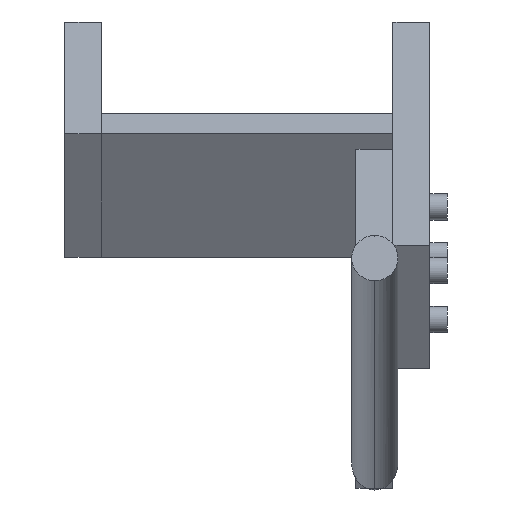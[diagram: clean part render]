
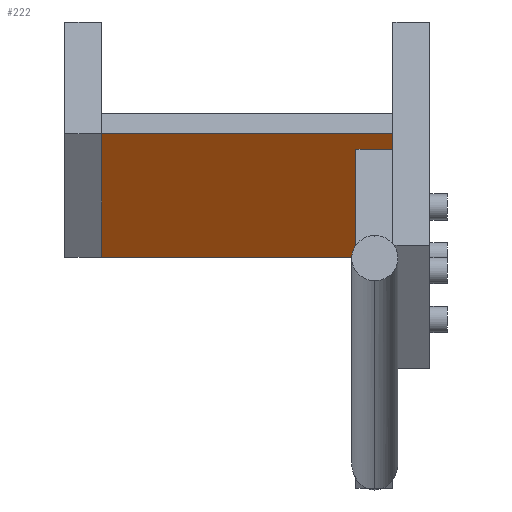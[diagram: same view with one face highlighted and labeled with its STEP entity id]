
A CAD part, left-side view. The second image highlights one B-rep face of the part: STEP entity #222.
In plain terms, the highlighted face is planar.
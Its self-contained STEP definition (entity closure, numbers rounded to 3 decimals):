
#40 = EDGE_CURVE ( 'NONE', #3019, #3006, #821, .T. ) ;
#52 = EDGE_CURVE ( 'NONE', #3022, #3019, #851, .T. ) ;
#53 = EDGE_CURVE ( 'NONE', #3006, #3023, #854, .T. ) ;
#56 = EDGE_CURVE ( 'NONE', #3023, #3022, #857, .T. ) ;
#222 = ADVANCED_FACE ( 'NONE', ( #1072 ), #2063, .F. ) ;
#295 = ORIENTED_EDGE ( 'NONE', *, *, #56, .T. ) ;
#296 = ORIENTED_EDGE ( 'NONE', *, *, #52, .T. ) ;
#299 = ORIENTED_EDGE ( 'NONE', *, *, #53, .T. ) ;
#310 = ORIENTED_EDGE ( 'NONE', *, *, #40, .T. ) ;
#347 = EDGE_LOOP ( 'NONE', ( #310, #299, #295, #296 ) ) ;
#592 = CARTESIAN_POINT ( 'NONE',  ( 0., 25.4, 0. ) ) ;
#595 = DIRECTION ( 'NONE',  ( 0., 0., 1. ) ) ;
#622 = CARTESIAN_POINT ( 'NONE',  ( 200., 25.4, 0. ) ) ;
#627 = CARTESIAN_POINT ( 'NONE',  ( 0., 25.4, -101.6 ) ) ;
#628 = DIRECTION ( 'NONE',  ( -1., 0., 0. ) ) ;
#629 = CARTESIAN_POINT ( 'NONE',  ( 0., 25.4, 0. ) ) ;
#630 = DIRECTION ( 'NONE',  ( 1., 0., 0. ) ) ;
#821 = LINE ( 'NONE', #592, #835 ) ;
#835 = VECTOR ( 'NONE', #595, 1000. ) ;
#851 = LINE ( 'NONE', #627, #853 ) ;
#853 = VECTOR ( 'NONE', #628, 1000. ) ;
#854 = LINE ( 'NONE', #629, #855 ) ;
#855 = VECTOR ( 'NONE', #630, 1000. ) ;
#857 = LINE ( 'NONE', #622, #859 ) ;
#859 = VECTOR ( 'NONE', #1714, 1000. ) ;
#1072 = FACE_OUTER_BOUND ( 'NONE', #347, .T. ) ;
#1714 = DIRECTION ( 'NONE',  ( 0., 0., -1. ) ) ;
#2063 = PLANE ( 'NONE',  #2213 ) ;
#2064 = CARTESIAN_POINT ( 'NONE',  ( 0., 25.4, -101.6 ) ) ;
#2073 = DIRECTION ( 'NONE',  ( 0., -1., 0. ) ) ;
#2074 = DIRECTION ( 'NONE',  ( 0., 0., -1. ) ) ;
#2213 = AXIS2_PLACEMENT_3D ( 'NONE', #2064, #2073, #2074 ) ;
#2606 = CARTESIAN_POINT ( 'NONE',  ( 0., 25.4, 0. ) ) ;
#2616 = CARTESIAN_POINT ( 'NONE',  ( 0., 25.4, -101.6 ) ) ;
#2619 = CARTESIAN_POINT ( 'NONE',  ( 200., 25.4, -101.6 ) ) ;
#2620 = CARTESIAN_POINT ( 'NONE',  ( 200., 25.4, 0. ) ) ;
#3006 = VERTEX_POINT ( 'NONE', #2606 ) ;
#3019 = VERTEX_POINT ( 'NONE', #2616 ) ;
#3022 = VERTEX_POINT ( 'NONE', #2619 ) ;
#3023 = VERTEX_POINT ( 'NONE', #2620 ) ;
